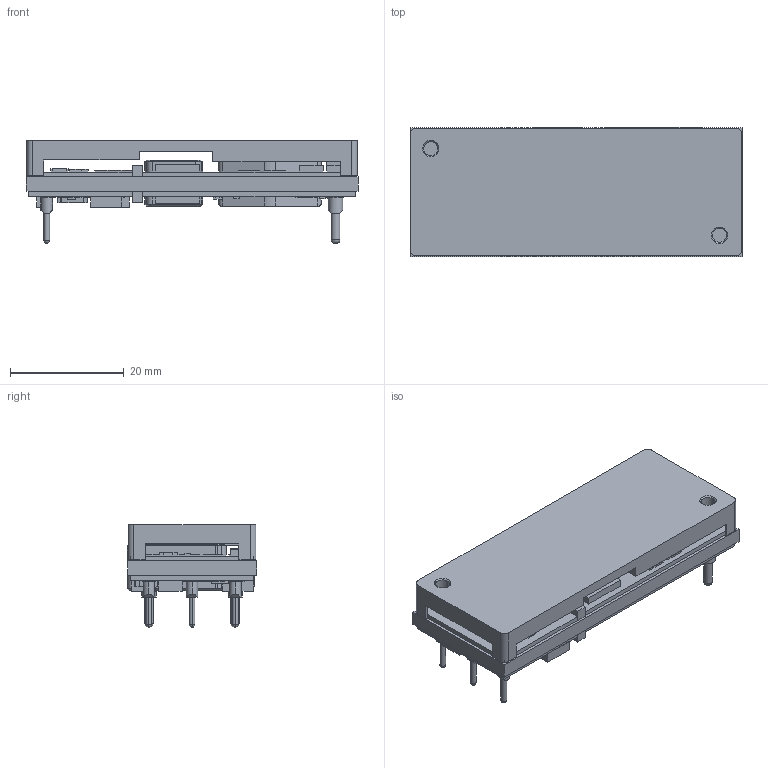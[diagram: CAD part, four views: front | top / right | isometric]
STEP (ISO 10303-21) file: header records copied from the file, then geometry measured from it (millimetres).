
FILE_DESCRIPTION (( 'STEP AP203' ), '1' );
FILE_NAME ('pkb2213dpihs.STEP', '2025-01-17T01:30:41', ( '' ), ( '' ), 'SwSTEP 2.0', 'SolidWorks 2023', '' );
FILE_SCHEMA (( 'CONFIG_CONTROL_DESIGN' ));
Length unit declared in the file: millimetre
Products named in the file (10): pkb2213dpihs_05; pkb2213dpihs_04; pkb2213dpihs; pkb2213dpihs_03; pkb2213dpihs_09; pkb2213dpihs_07; pkb2213dpihs_08; pkb2213dpihs_06; pkb2213dpihs_02; pkb2213dpihs_01
Assembly tree (9 placements, depth 2):
  pkb2213dpihs
    pkb2213dpihs_01
    pkb2213dpihs_02
    pkb2213dpihs_03
    pkb2213dpihs_04
    pkb2213dpihs_05
    pkb2213dpihs_06
    pkb2213dpihs_07
    pkb2213dpihs_08
    pkb2213dpihs_09
Bounding box: 58.4 x 22.72 x 18.05 mm (x, y, z)
Volume: 11155.4 mm3; surface area: 12847.1 mm2
Topology: 9 solids, 9 shells, 602 faces, 1519 edges, 988 vertices
Faces by surface type: plane 472, cylinder 92, cone 28, torus 10
Entity records: 19067 total; most frequent: CARTESIAN_POINT 3385, ORIENTED_EDGE 3038, DIRECTION 2947, EDGE_CURVE 1519, VECTOR 1239, LINE 1239, VERTEX_POINT 988, AXIS2_PLACEMENT_3D 854
